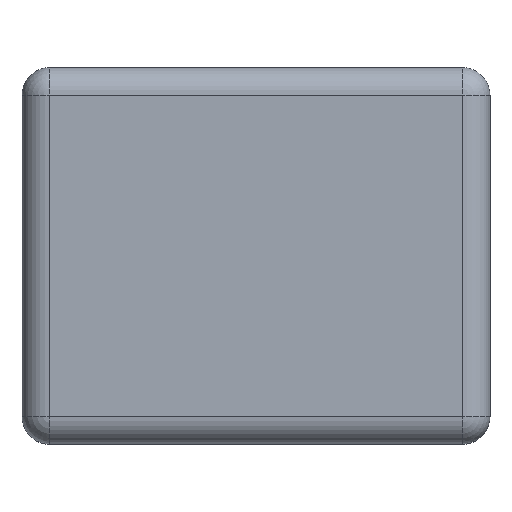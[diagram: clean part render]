
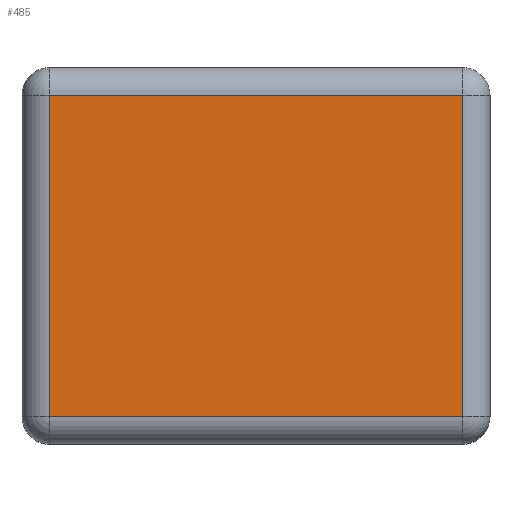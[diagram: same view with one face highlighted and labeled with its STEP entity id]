
A CAD part, top view. The second image highlights one B-rep face of the part: STEP entity #485.
In plain terms, the highlighted planar face has unit normal (0, 0, 1).
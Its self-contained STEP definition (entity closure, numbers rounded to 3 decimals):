
#449=AXIS2_PLACEMENT_3D('Plane Axis2P3D',#446,#447,#448) ;
#446=CARTESIAN_POINT('Axis2P3D Location',(0.,0.,25.)) ;
#451=CARTESIAN_POINT('Line Origine',(-0.348,18.684,25.)) ;
#455=CARTESIAN_POINT('Vertex',(22.202,18.684,25.)) ;
#457=CARTESIAN_POINT('Vertex',(-22.898,18.684,25.)) ;
#460=CARTESIAN_POINT('Line Origine',(-22.898,1.134,25.)) ;
#464=CARTESIAN_POINT('Vertex',(-22.898,-16.416,25.)) ;
#467=CARTESIAN_POINT('Line Origine',(-0.348,-16.416,25.)) ;
#471=CARTESIAN_POINT('Vertex',(22.202,-16.416,25.)) ;
#474=CARTESIAN_POINT('Line Origine',(22.202,1.134,25.)) ;
#447=DIRECTION('Axis2P3D Direction',(0.,0.,1.)) ;
#448=DIRECTION('Axis2P3D XDirection',(1.,0.,0.)) ;
#452=DIRECTION('Vector Direction',(1.,0.,0.)) ;
#461=DIRECTION('Vector Direction',(0.,-1.,0.)) ;
#468=DIRECTION('Vector Direction',(-1.,0.,0.)) ;
#475=DIRECTION('Vector Direction',(0.,1.,0.)) ;
#453=VECTOR('Line Direction',#452,1.) ;
#462=VECTOR('Line Direction',#461,1.) ;
#469=VECTOR('Line Direction',#468,1.) ;
#476=VECTOR('Line Direction',#475,1.) ;
#480=ORIENTED_EDGE('',*,*,#459,.T.) ;
#481=ORIENTED_EDGE('',*,*,#466,.T.) ;
#482=ORIENTED_EDGE('',*,*,#473,.T.) ;
#483=ORIENTED_EDGE('',*,*,#478,.T.) ;
#485=ADVANCED_FACE('PartBody',(#484),#450,.T.) ;
#459=EDGE_CURVE('',#456,#458,#454,.F.) ;
#466=EDGE_CURVE('',#458,#465,#463,.T.) ;
#473=EDGE_CURVE('',#465,#472,#470,.F.) ;
#478=EDGE_CURVE('',#472,#456,#477,.T.) ;
#479=EDGE_LOOP('',(#480,#481,#482,#483)) ;
#484=FACE_OUTER_BOUND('',#479,.T.) ;
#454=LINE('Line',#451,#453) ;
#463=LINE('Line',#460,#462) ;
#470=LINE('Line',#467,#469) ;
#477=LINE('Line',#474,#476) ;
#450=PLANE('',#449) ;
#456=VERTEX_POINT('',#455) ;
#458=VERTEX_POINT('',#457) ;
#465=VERTEX_POINT('',#464) ;
#472=VERTEX_POINT('',#471) ;
